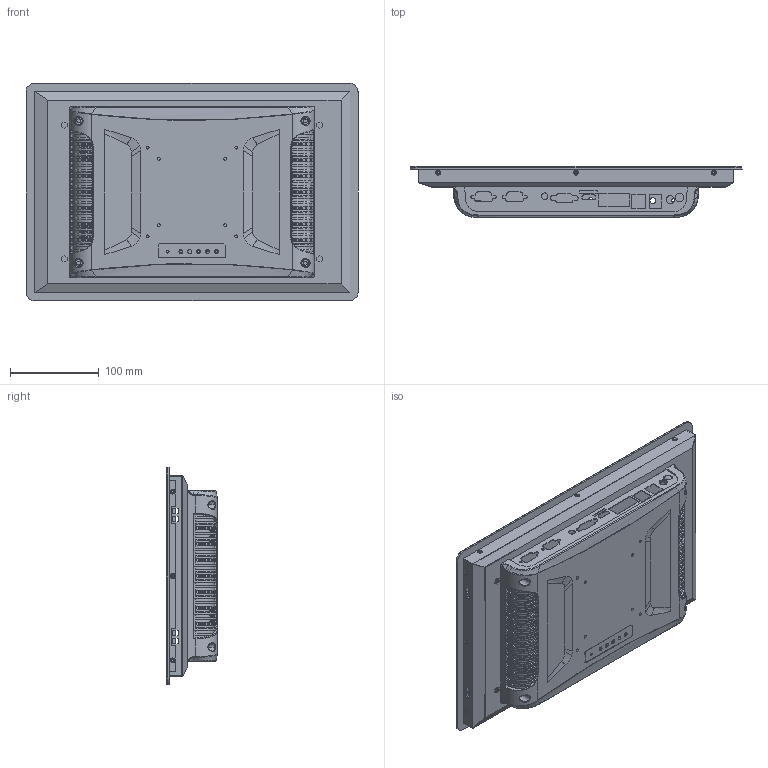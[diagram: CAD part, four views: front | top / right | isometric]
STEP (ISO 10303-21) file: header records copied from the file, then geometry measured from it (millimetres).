
FILE_DESCRIPTION (( 'STEP AP214' ), '1' );
FILE_NAME ('IFC-MW213C.STEP', '2024-10-31T10:53:07', ( 'daohangxitong.com' ), ( 'daohangxitong.com' ), 'SwSTEP 2.0', 'SolidWorks 2018', '' );
FILE_SCHEMA (( 'AUTOMOTIVE_DESIGN' ));
Length unit declared in the file: millimetre
Products named in the file (1): IFC-MW213C
Bounding box: 373.62 x 57.21 x 245.17 mm (x, y, z)
Surface area: 534016.2 mm2 (no closed solid volume)
Topology: 0 solids, 16 shells, 1877 faces, 5042 edges, 3276 vertices
Faces by surface type: plane 827, cylinder 713, bspline 255, cone 82
Entity records: 111048 total; most frequent: CARTESIAN_POINT 47276, ORIENTED_EDGE 10048, DIRECTION 7172, EDGE_CURVE 5032, VERTEX_POINT 3276, AXIS2_PLACEMENT_3D 2442, VECTOR 2288, LINE 2288
